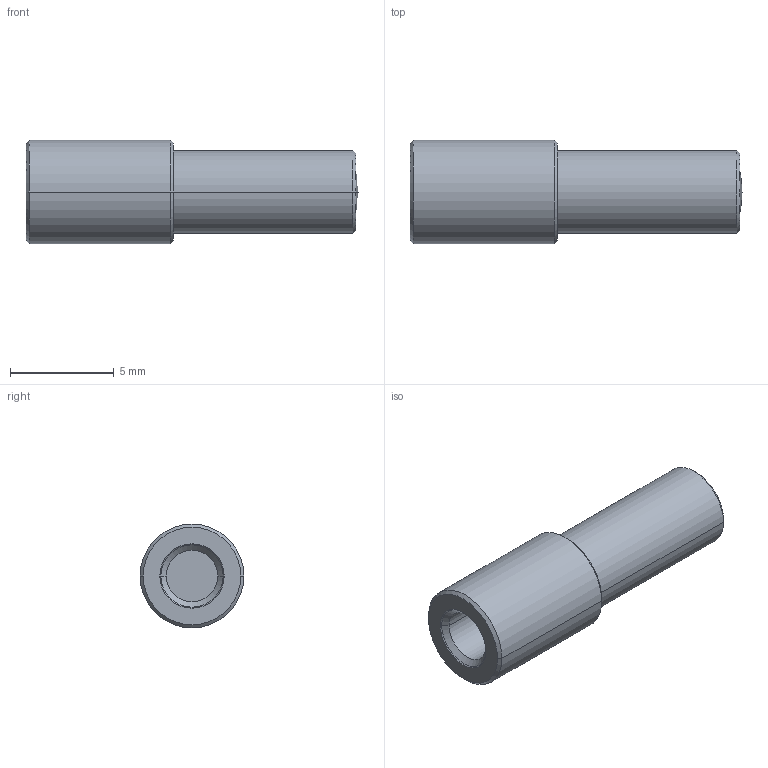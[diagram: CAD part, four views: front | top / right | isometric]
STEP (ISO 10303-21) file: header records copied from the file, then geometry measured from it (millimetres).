
FILE_DESCRIPTION((''),'2;1');
FILE_NAME('417','2021-09-29T16:29:05',('Administrator'),(''),'CREO PARAMETRIC BY PTC INC, 2018400','CREO PARAMETRIC BY PTC INC, 2018400','');
FILE_SCHEMA(('CONFIG_CONTROL_DESIGN'));
Length unit declared in the file: millimetre
Products named in the file (1): 417
Bounding box: 16 x 5 x 5 mm (x, y, z)
Volume: 175.5 mm3; surface area: 424.5 mm2
Topology: 1 solids, 2 shells, 25 faces, 52 edges, 31 vertices
Faces by surface type: cylinder 10, cone 8, plane 5, sphere 2
Entity records: 704 total; most frequent: DIRECTION 134, CARTESIAN_POINT 107, ORIENTED_EDGE 96, AXIS2_PLACEMENT_3D 58, EDGE_CURVE 50, CIRCLE 32, VERTEX_POINT 31, EDGE_LOOP 29
